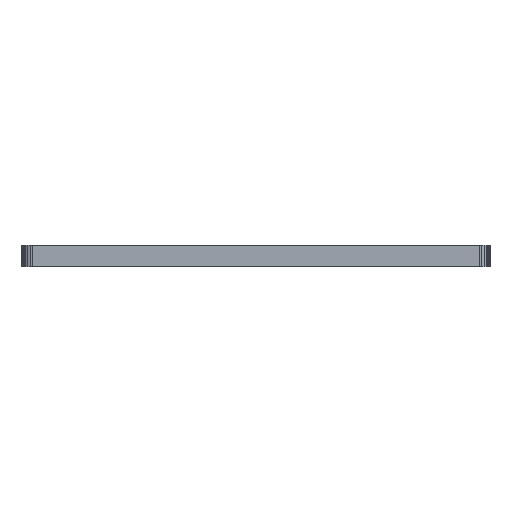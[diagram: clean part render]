
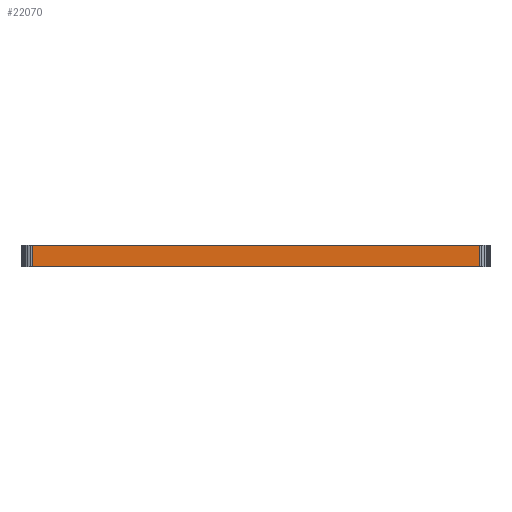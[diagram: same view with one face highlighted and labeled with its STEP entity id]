
A CAD part, front view. The second image highlights one B-rep face of the part: STEP entity #22070.
In plain terms, the highlighted planar face has unit normal (0, -1, 0).
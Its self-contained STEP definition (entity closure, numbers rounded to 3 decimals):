
#90 = PLANE('',#91);
#91 = AXIS2_PLACEMENT_3D('',#92,#93,#94);
#92 = CARTESIAN_POINT('',(99.187,-105.106,1.58));
#93 = DIRECTION('',(-0.,-0.,-1.));
#94 = DIRECTION('',(-1.,0.,0.));
#144 = PLANE('',#145);
#145 = AXIS2_PLACEMENT_3D('',#146,#147,#148);
#146 = CARTESIAN_POINT('',(99.187,-105.106,0.));
#147 = DIRECTION('',(-0.,-0.,-1.));
#148 = DIRECTION('',(-1.,0.,0.));
#617 = VERTEX_POINT('',#618);
#618 = CARTESIAN_POINT('',(115.435,-128.6,0.));
#632 = PLANE('',#633);
#633 = AXIS2_PLACEMENT_3D('',#634,#635,#636);
#634 = CARTESIAN_POINT('',(115.605,-128.581,0.));
#635 = DIRECTION('',(0.112,-0.994,0.));
#636 = DIRECTION('',(-0.994,-0.112,0.));
#644 = EDGE_CURVE('',#617,#645,#647,.T.);
#645 = VERTEX_POINT('',#646);
#646 = CARTESIAN_POINT('',(82.941,-128.602,0.));
#647 = SURFACE_CURVE('',#648,(#652,#659),.PCURVE_S1.);
#648 = LINE('',#649,#650);
#649 = CARTESIAN_POINT('',(115.435,-128.6,0.));
#650 = VECTOR('',#651,1.);
#651 = DIRECTION('',(-1.,0.,0.));
#652 = PCURVE('',#144,#653);
#653 = DEFINITIONAL_REPRESENTATION('',(#654),#658);
#654 = LINE('',#655,#656);
#655 = CARTESIAN_POINT('',(-16.248,-23.495));
#656 = VECTOR('',#657,1.);
#657 = DIRECTION('',(1.,0.));
#658 = ( GEOMETRIC_REPRESENTATION_CONTEXT(2) 
PARAMETRIC_REPRESENTATION_CONTEXT() REPRESENTATION_CONTEXT('2D SPACE',''
  ) );
#659 = PCURVE('',#660,#665);
#660 = PLANE('',#661);
#661 = AXIS2_PLACEMENT_3D('',#662,#663,#664);
#662 = CARTESIAN_POINT('',(115.435,-128.6,0.));
#663 = DIRECTION('',(0.,-1.,0.));
#664 = DIRECTION('',(-1.,0.,0.));
#665 = DEFINITIONAL_REPRESENTATION('',(#666),#670);
#666 = LINE('',#667,#668);
#667 = CARTESIAN_POINT('',(0.,0.));
#668 = VECTOR('',#669,1.);
#669 = DIRECTION('',(1.,0.));
#670 = ( GEOMETRIC_REPRESENTATION_CONTEXT(2) 
PARAMETRIC_REPRESENTATION_CONTEXT() REPRESENTATION_CONTEXT('2D SPACE',''
  ) );
#688 = PLANE('',#689);
#689 = AXIS2_PLACEMENT_3D('',#690,#691,#692);
#690 = CARTESIAN_POINT('',(82.941,-128.602,0.));
#691 = DIRECTION('',(-0.112,-0.994,0.));
#692 = DIRECTION('',(-0.994,0.112,0.));
#12086 = VERTEX_POINT('',#12087);
#12087 = CARTESIAN_POINT('',(115.435,-128.6,1.58));
#12108 = EDGE_CURVE('',#12086,#12109,#12111,.T.);
#12109 = VERTEX_POINT('',#12110);
#12110 = CARTESIAN_POINT('',(82.941,-128.602,1.58));
#12111 = SURFACE_CURVE('',#12112,(#12116,#12123),.PCURVE_S1.);
#12112 = LINE('',#12113,#12114);
#12113 = CARTESIAN_POINT('',(115.435,-128.6,1.58));
#12114 = VECTOR('',#12115,1.);
#12115 = DIRECTION('',(-1.,0.,0.));
#12116 = PCURVE('',#90,#12117);
#12117 = DEFINITIONAL_REPRESENTATION('',(#12118),#12122);
#12118 = LINE('',#12119,#12120);
#12119 = CARTESIAN_POINT('',(-16.248,-23.495));
#12120 = VECTOR('',#12121,1.);
#12121 = DIRECTION('',(1.,0.));
#12122 = ( GEOMETRIC_REPRESENTATION_CONTEXT(2) 
PARAMETRIC_REPRESENTATION_CONTEXT() REPRESENTATION_CONTEXT('2D SPACE',''
  ) );
#12123 = PCURVE('',#660,#12124);
#12124 = DEFINITIONAL_REPRESENTATION('',(#12125),#12129);
#12125 = LINE('',#12126,#12127);
#12126 = CARTESIAN_POINT('',(0.,-1.58));
#12127 = VECTOR('',#12128,1.);
#12128 = DIRECTION('',(1.,0.));
#12129 = ( GEOMETRIC_REPRESENTATION_CONTEXT(2) 
PARAMETRIC_REPRESENTATION_CONTEXT() REPRESENTATION_CONTEXT('2D SPACE',''
  ) );
#22022 = EDGE_CURVE('',#617,#12086,#22023,.T.);
#22023 = SURFACE_CURVE('',#22024,(#22028,#22035),.PCURVE_S1.);
#22024 = LINE('',#22025,#22026);
#22025 = CARTESIAN_POINT('',(115.435,-128.6,0.));
#22026 = VECTOR('',#22027,1.);
#22027 = DIRECTION('',(0.,0.,1.));
#22028 = PCURVE('',#632,#22029);
#22029 = DEFINITIONAL_REPRESENTATION('',(#22030),#22034);
#22030 = LINE('',#22031,#22032);
#22031 = CARTESIAN_POINT('',(0.171,0.));
#22032 = VECTOR('',#22033,1.);
#22033 = DIRECTION('',(0.,-1.));
#22034 = ( GEOMETRIC_REPRESENTATION_CONTEXT(2) 
PARAMETRIC_REPRESENTATION_CONTEXT() REPRESENTATION_CONTEXT('2D SPACE',''
  ) );
#22035 = PCURVE('',#660,#22036);
#22036 = DEFINITIONAL_REPRESENTATION('',(#22037),#22041);
#22037 = LINE('',#22038,#22039);
#22038 = CARTESIAN_POINT('',(0.,0.));
#22039 = VECTOR('',#22040,1.);
#22040 = DIRECTION('',(0.,-1.));
#22041 = ( GEOMETRIC_REPRESENTATION_CONTEXT(2) 
PARAMETRIC_REPRESENTATION_CONTEXT() REPRESENTATION_CONTEXT('2D SPACE',''
  ) );
#22070 = ADVANCED_FACE('',(#22071),#660,.T.);
#22071 = FACE_BOUND('',#22072,.T.);
#22072 = EDGE_LOOP('',(#22073,#22074,#22075,#22096));
#22073 = ORIENTED_EDGE('',*,*,#22022,.T.);
#22074 = ORIENTED_EDGE('',*,*,#12108,.T.);
#22075 = ORIENTED_EDGE('',*,*,#22076,.F.);
#22076 = EDGE_CURVE('',#645,#12109,#22077,.T.);
#22077 = SURFACE_CURVE('',#22078,(#22082,#22089),.PCURVE_S1.);
#22078 = LINE('',#22079,#22080);
#22079 = CARTESIAN_POINT('',(82.941,-128.602,0.));
#22080 = VECTOR('',#22081,1.);
#22081 = DIRECTION('',(0.,0.,1.));
#22082 = PCURVE('',#660,#22083);
#22083 = DEFINITIONAL_REPRESENTATION('',(#22084),#22088);
#22084 = LINE('',#22085,#22086);
#22085 = CARTESIAN_POINT('',(32.494,0.));
#22086 = VECTOR('',#22087,1.);
#22087 = DIRECTION('',(0.,-1.));
#22088 = ( GEOMETRIC_REPRESENTATION_CONTEXT(2) 
PARAMETRIC_REPRESENTATION_CONTEXT() REPRESENTATION_CONTEXT('2D SPACE',''
  ) );
#22089 = PCURVE('',#688,#22090);
#22090 = DEFINITIONAL_REPRESENTATION('',(#22091),#22095);
#22091 = LINE('',#22092,#22093);
#22092 = CARTESIAN_POINT('',(0.,0.));
#22093 = VECTOR('',#22094,1.);
#22094 = DIRECTION('',(0.,-1.));
#22095 = ( GEOMETRIC_REPRESENTATION_CONTEXT(2) 
PARAMETRIC_REPRESENTATION_CONTEXT() REPRESENTATION_CONTEXT('2D SPACE',''
  ) );
#22096 = ORIENTED_EDGE('',*,*,#644,.F.);
